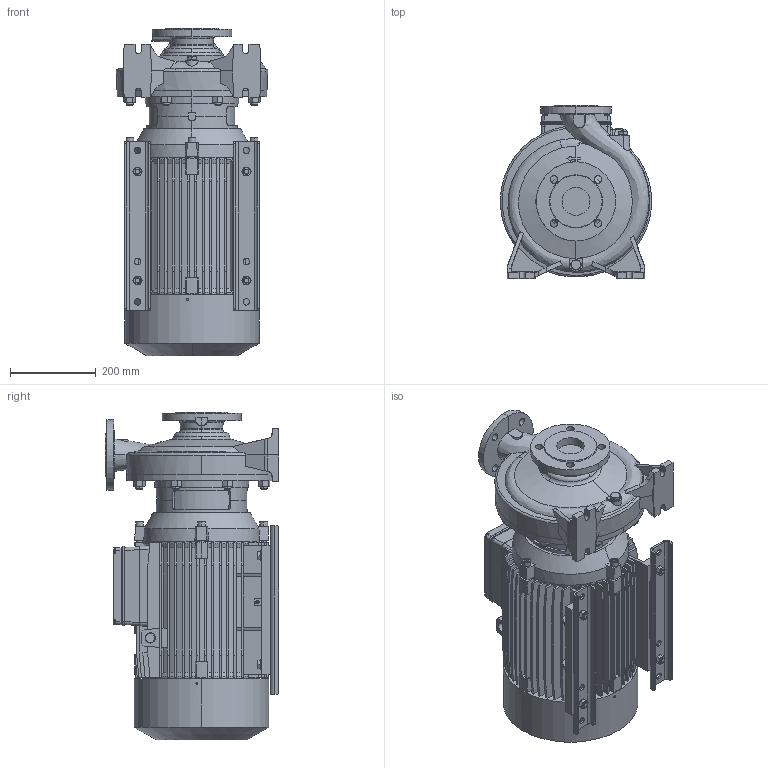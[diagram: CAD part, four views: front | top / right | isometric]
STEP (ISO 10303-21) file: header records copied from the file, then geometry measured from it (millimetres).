
FILE_DESCRIPTION (( 'STEP AP214' ), '1' );
FILE_NAME ('4.93.603.05swa00.step', '2022-08-10T12:34:30', ( '' ), ( '' ), 'SwSTEP 2.0', 'SolidWorks 2020', '' );
FILE_SCHEMA (( 'AUTOMOTIVE_DESIGN' ));
Length unit declared in the file: millimetre
Products named in the file (10): Copia di 1_66_286_REV00_semplificato^4.93.603.05swa00; 10000016swn00_M12x40 8.8 ZINC; 90.025swp01_G38x9 OTTONE; Copia di NM_88_REV01_60X20X394_DX-SX^4.93.603.05swa00; Motore 160^4.93.603.05swa00; 10000005swn00_M12 A2-70; 10000007swn00_M16 A4-70; 10000042swn00_M12 õ; 4.93.603.05swa00; 0_66_001CZ_SEMPLIFICATO
Assembly tree (27 placements, depth 2):
  4.93.603.05swa00
    0_66_001CZ_SEMPLIFICATO
    Copia di 1_66_286_REV00_semplificato^4.93.603.05swa00
    Motore 160^4.93.603.05swa00
    Copia di NM_88_REV01_60X20X394_DX-SX^4.93.603.05swa00  x2
    90.025swp01_G38x9 OTTONE  x2
    10000007swn00_M16 A4-70  x8
    10000042swn00_M12 õ  x4
    10000016swn00_M12x40 8.8 ZINC  x4
    10000005swn00_M12 A2-70  x4
Bounding box: 353.13 x 405 x 765 mm (x, y, z)
Volume: 50020938.8 mm3; surface area: 2699218.6 mm2
Topology: 41 solids, 41 shells, 3571 faces, 9570 edges, 6219 vertices
Faces by surface type: plane 1399, bspline 1129, cylinder 548, cone 471, torus 16, sphere 8
Entity records: 121890 total; most frequent: CARTESIAN_POINT 47076, ORIENTED_EDGE 17320, DIRECTION 12027, EDGE_CURVE 8660, VERTEX_POINT 5687, VECTOR 5489, LINE 5489, EDGE_LOOP 3371
